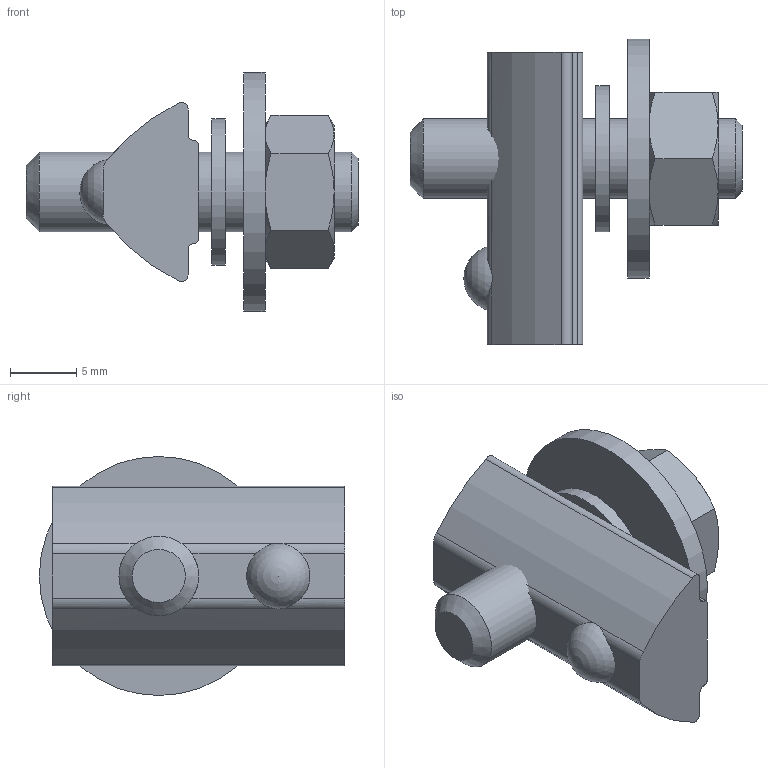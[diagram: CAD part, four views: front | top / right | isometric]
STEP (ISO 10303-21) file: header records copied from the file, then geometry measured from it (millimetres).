
FILE_DESCRIPTION(/* description */ ('STEP AP214'),/* implementation_level */ '2;1');
FILE_NAME(/* name */ '1025311.stp',/* time_stamp */ '2024-07-19T14:05:51+02:00',/* author */ ('Bo'),/* organization */ ('CADENAS'),/* preprocessor_version */ 'ST-DEVELOPER v20',/* originating_system */ 'Autodesk Inventor 2025',/* authorisation */ ' ');
FILE_SCHEMA (('AUTOMOTIVE_DESIGN { 1 0 10303 214 3 1 1 }'));
Length unit declared in the file: millimetre
Products named in the file (6): 1025311; 1025311-1; 1025311-2; 1025311-3; 1025311-4; 1025311-5
Assembly tree (5 placements, depth 2):
  1025311
    1025311-1
    1025311-2
    1025311-3
    1025311-4
    1025311-5
Bounding box: 25 x 23 x 18 mm (x, y, z)
Volume: 2874.7 mm3; surface area: 2634.5 mm2
Topology: 5 solids, 5 shells, 69 faces, 165 edges, 105 vertices
Faces by surface type: plane 29, cylinder 21, cone 18, sphere 1
Full cylindrical faces by diameter (mm): 4.134 x1, 4.917 x1, 6 x1, 6.4 x2, 11 x1, 18 x1
Entity records: 2319 total; most frequent: CARTESIAN_POINT 493, DIRECTION 345, ORIENTED_EDGE 328, EDGE_CURVE 164, AXIS2_PLACEMENT_3D 139, VERTEX_POINT 105, EDGE_LOOP 77, FACE_OUTER_BOUND 69
